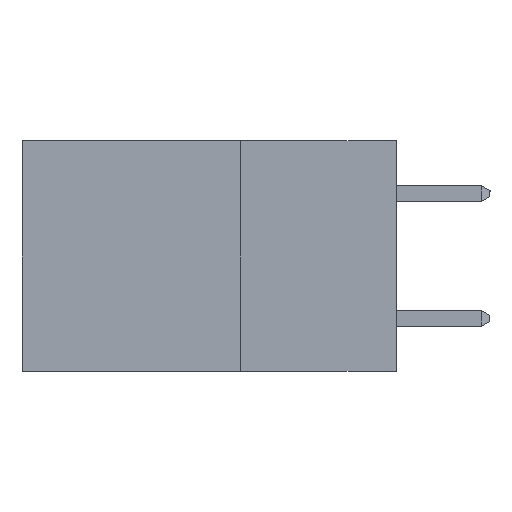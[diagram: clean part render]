
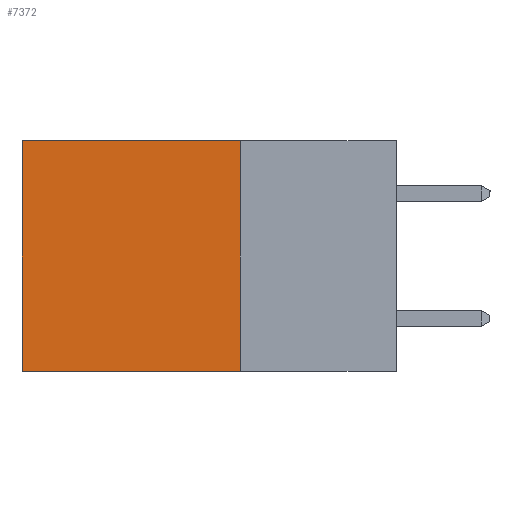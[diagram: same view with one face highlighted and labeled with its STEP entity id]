
A CAD part, left-side view. The second image highlights one B-rep face of the part: STEP entity #7372.
In plain terms, the highlighted planar face has unit normal (-1, 0, 0).
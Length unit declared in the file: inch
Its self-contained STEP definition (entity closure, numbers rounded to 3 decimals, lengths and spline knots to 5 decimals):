
#82 = LINE ( 'NONE', #3042, #1978 ) ;
#475 = VERTEX_POINT ( 'NONE', #6008 ) ;
#680 = DIRECTION ( 'NONE',  ( 0., 0., -1. ) ) ;
#717 = PLANE ( 'NONE',  #8184 ) ;
#769 = CARTESIAN_POINT ( 'NONE',  ( 0.2615, 0.25, -0.37 ) ) ;
#1120 = CARTESIAN_POINT ( 'NONE',  ( 0.2615, 0.25, -0.37 ) ) ;
#1412 = LINE ( 'NONE', #4400, #8050 ) ;
#1502 = LINE ( 'NONE', #3632, #9244 ) ;
#1534 = VERTEX_POINT ( 'NONE', #5047 ) ;
#1549 = DIRECTION ( 'NONE',  ( 1., 0., 0. ) ) ;
#1735 = ORIENTED_EDGE ( 'NONE', *, *, #8471, .T. ) ;
#1844 = LINE ( 'NONE', #1120, #9101 ) ;
#1914 = CARTESIAN_POINT ( 'NONE',  ( 0.2615, 0.6, 0. ) ) ;
#1978 = VECTOR ( 'NONE', #9150, 39.37008 ) ;
#2818 = EDGE_CURVE ( 'NONE', #5376, #475, #1502, .T. ) ;
#3042 = CARTESIAN_POINT ( 'NONE',  ( 0.2615, 0.25, -0.37 ) ) ;
#3148 = ORIENTED_EDGE ( 'NONE', *, *, #6721, .F. ) ;
#3632 = CARTESIAN_POINT ( 'NONE',  ( 0.2615, 0.6, -0.37 ) ) ;
#3744 = ORIENTED_EDGE ( 'NONE', *, *, #2818, .T. ) ;
#4400 = CARTESIAN_POINT ( 'NONE',  ( 0.2615, 0.25, 0. ) ) ;
#5047 = CARTESIAN_POINT ( 'NONE',  ( 0.2615, 0.25, 0. ) ) ;
#5376 = VERTEX_POINT ( 'NONE', #1914 ) ;
#5900 = EDGE_LOOP ( 'NONE', ( #3744, #3148, #8760, #1735 ) ) ;
#6008 = CARTESIAN_POINT ( 'NONE',  ( 0.2615, 0.6, -0.37 ) ) ;
#6049 = FACE_OUTER_BOUND ( 'NONE', #5900, .T. ) ;
#6403 = EDGE_CURVE ( 'NONE', #1534, #7550, #1844, .T. ) ;
#6721 = EDGE_CURVE ( 'NONE', #7550, #475, #82, .T. ) ;
#7062 = CARTESIAN_POINT ( 'NONE',  ( 0.2615, 0.25, -0.37 ) ) ;
#7319 = DIRECTION ( 'NONE',  ( 0., 1., 0. ) ) ;
#7372 = ADVANCED_FACE ( 'NONE', ( #6049 ), #717, .F. ) ;
#7550 = VERTEX_POINT ( 'NONE', #7062 ) ;
#8050 = VECTOR ( 'NONE', #7319, 39.37008 ) ;
#8184 = AXIS2_PLACEMENT_3D ( 'NONE', #769, #1549, #9018 ) ;
#8471 = EDGE_CURVE ( 'NONE', #1534, #5376, #1412, .T. ) ;
#8538 = DIRECTION ( 'NONE',  ( 0., 0., -1. ) ) ;
#8760 = ORIENTED_EDGE ( 'NONE', *, *, #6403, .F. ) ;
#9018 = DIRECTION ( 'NONE',  ( 0., 0., -1. ) ) ;
#9101 = VECTOR ( 'NONE', #8538, 39.37008 ) ;
#9150 = DIRECTION ( 'NONE',  ( 0., 1., 0. ) ) ;
#9244 = VECTOR ( 'NONE', #680, 39.37008 ) ;
